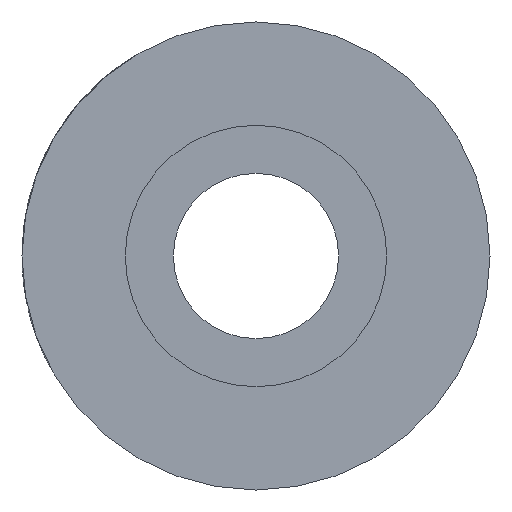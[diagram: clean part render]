
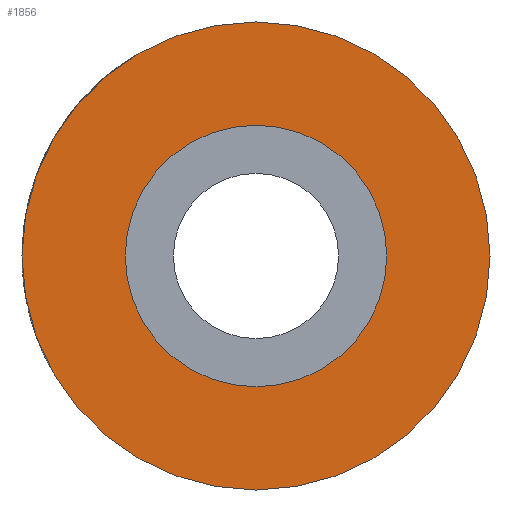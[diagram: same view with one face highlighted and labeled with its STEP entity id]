
A CAD part, left-side view. The second image highlights one B-rep face of the part: STEP entity #1856.
In plain terms, the highlighted planar face has unit normal (-1, 0, 0).
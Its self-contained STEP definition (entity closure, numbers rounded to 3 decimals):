
#300 = DIRECTION ( 'NONE',  ( 0., 0., 1. ) ) ;
#428 = FACE_OUTER_BOUND ( 'NONE', #1385, .T. ) ;
#764 = EDGE_LOOP ( 'NONE', ( #4061, #1990 ) ) ;
#979 = EDGE_CURVE ( 'NONE', #1041, #6585, #3578, .T. ) ;
#989 = CARTESIAN_POINT ( 'NONE',  ( 0., 0., 0. ) ) ;
#1025 = FACE_BOUND ( 'NONE', #764, .T. ) ;
#1041 = VERTEX_POINT ( 'NONE', #1126 ) ;
#1059 = EDGE_CURVE ( 'NONE', #5060, #4269, #5360, .T. ) ;
#1126 = CARTESIAN_POINT ( 'NONE',  ( 0., 0., 4.75 ) ) ;
#1226 = DIRECTION ( 'NONE',  ( -1., 0., 0. ) ) ;
#1385 = EDGE_LOOP ( 'NONE', ( #5531, #3669 ) ) ;
#1583 = AXIS2_PLACEMENT_3D ( 'NONE', #4191, #2337, #1881 ) ;
#1652 = CARTESIAN_POINT ( 'NONE',  ( 0., 0., 0. ) ) ;
#1690 = AXIS2_PLACEMENT_3D ( 'NONE', #2409, #3892, #300 ) ;
#1856 = ADVANCED_FACE ( 'NONE', ( #1025, #428 ), #2644, .F. ) ;
#1881 = DIRECTION ( 'NONE',  ( 0., 0., 1. ) ) ;
#1990 = ORIENTED_EDGE ( 'NONE', *, *, #3713, .F. ) ;
#2337 = DIRECTION ( 'NONE',  ( -1., 0., 0. ) ) ;
#2409 = CARTESIAN_POINT ( 'NONE',  ( 0., 0., 0. ) ) ;
#2644 = PLANE ( 'NONE',  #6599 ) ;
#2776 = DIRECTION ( 'NONE',  ( 0., 0., 1. ) ) ;
#3478 = CARTESIAN_POINT ( 'NONE',  ( 0., 0., 8.5 ) ) ;
#3578 = CIRCLE ( 'NONE', #5242, 4.75 ) ;
#3669 = ORIENTED_EDGE ( 'NONE', *, *, #1059, .T. ) ;
#3672 = DIRECTION ( 'NONE',  ( 0., 0., -1. ) ) ;
#3705 = EDGE_CURVE ( 'NONE', #4269, #5060, #4033, .T. ) ;
#3713 = EDGE_CURVE ( 'NONE', #6585, #1041, #4367, .T. ) ;
#3762 = CARTESIAN_POINT ( 'NONE',  ( 0., 0., -4.75 ) ) ;
#3892 = DIRECTION ( 'NONE',  ( -1., 0., 0. ) ) ;
#4033 = CIRCLE ( 'NONE', #1583, 8.5 ) ;
#4061 = ORIENTED_EDGE ( 'NONE', *, *, #979, .F. ) ;
#4191 = CARTESIAN_POINT ( 'NONE',  ( 0., 0., 0. ) ) ;
#4269 = VERTEX_POINT ( 'NONE', #3478 ) ;
#4367 = CIRCLE ( 'NONE', #1690, 4.75 ) ;
#4561 = CARTESIAN_POINT ( 'NONE',  ( 0., 0., -8.5 ) ) ;
#5060 = VERTEX_POINT ( 'NONE', #4561 ) ;
#5242 = AXIS2_PLACEMENT_3D ( 'NONE', #1652, #1226, #2776 ) ;
#5347 = CARTESIAN_POINT ( 'NONE',  ( 0., 0., 0. ) ) ;
#5360 = CIRCLE ( 'NONE', #6819, 8.5 ) ;
#5531 = ORIENTED_EDGE ( 'NONE', *, *, #3705, .T. ) ;
#5704 = DIRECTION ( 'NONE',  ( 1., 0., 0. ) ) ;
#6472 = DIRECTION ( 'NONE',  ( -1., 0., 0. ) ) ;
#6543 = DIRECTION ( 'NONE',  ( 0., 0., 1. ) ) ;
#6585 = VERTEX_POINT ( 'NONE', #3762 ) ;
#6599 = AXIS2_PLACEMENT_3D ( 'NONE', #989, #5704, #3672 ) ;
#6819 = AXIS2_PLACEMENT_3D ( 'NONE', #5347, #6472, #6543 ) ;
